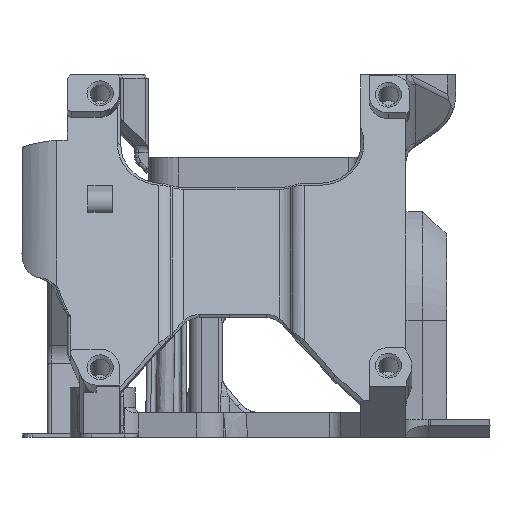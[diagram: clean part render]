
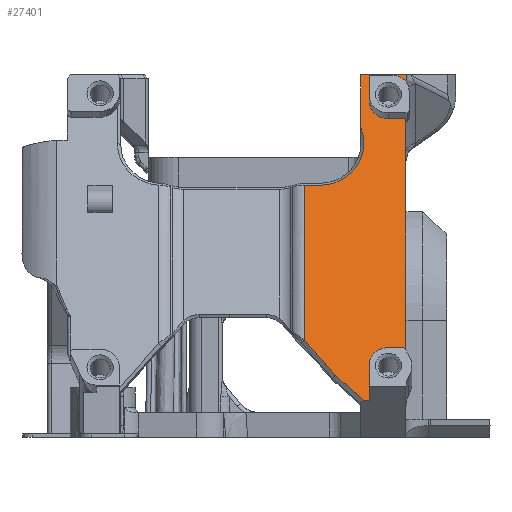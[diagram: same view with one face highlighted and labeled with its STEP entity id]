
A CAD part, left-side view. The second image highlights one B-rep face of the part: STEP entity #27401.
In plain terms, the highlighted planar face has unit normal (-0.94, 0, 0.342).
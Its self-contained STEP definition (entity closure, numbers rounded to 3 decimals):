
#1609=B_SPLINE_CURVE_WITH_KNOTS('',3,(#51104,#51105,#51106,#51107),
 .UNSPECIFIED.,.F.,.F.,(4,4),(0.,0.001),
 .UNSPECIFIED.);
#2315=PLANE('',#29708);
#2866=LINE('',#40270,#4623);
#2870=LINE('',#40285,#4627);
#3347=LINE('',#47897,#5104);
#3353=LINE('',#47915,#5110);
#3354=LINE('',#47917,#5111);
#3357=LINE('',#47925,#5114);
#3358=LINE('',#47927,#5115);
#3554=LINE('',#50548,#5311);
#3620=LINE('',#51054,#5377);
#3634=LINE('',#51099,#5391);
#3635=LINE('',#51101,#5392);
#3636=LINE('',#51103,#5393);
#3637=LINE('',#51108,#5394);
#3638=LINE('',#51109,#5395);
#4623=VECTOR('',#31868,1000.);
#4627=VECTOR('',#31872,1000.);
#5104=VECTOR('',#33843,1000.);
#5110=VECTOR('',#33861,1000.);
#5111=VECTOR('',#33864,1000.);
#5114=VECTOR('',#33873,1000.);
#5115=VECTOR('',#33876,1000.);
#5311=VECTOR('',#34822,1000.);
#5377=VECTOR('',#35032,1000.);
#5391=VECTOR('',#35060,1000.);
#5392=VECTOR('',#35063,1000.);
#5393=VECTOR('',#35064,1000.);
#5394=VECTOR('',#35065,1000.);
#5395=VECTOR('',#35066,1000.);
#11125=ORIENTED_EDGE('',*,*,#17312,.F.);
#11126=ORIENTED_EDGE('',*,*,#17313,.T.);
#11127=ORIENTED_EDGE('',*,*,#17314,.F.);
#11128=ORIENTED_EDGE('',*,*,#16620,.T.);
#11129=ORIENTED_EDGE('',*,*,#16610,.T.);
#11130=ORIENTED_EDGE('',*,*,#16605,.F.);
#11131=ORIENTED_EDGE('',*,*,#16601,.T.);
#11132=ORIENTED_EDGE('',*,*,#16632,.F.);
#11133=ORIENTED_EDGE('',*,*,#15240,.F.);
#11134=ORIENTED_EDGE('',*,*,#16619,.F.);
#11135=ORIENTED_EDGE('',*,*,#16617,.T.);
#11136=ORIENTED_EDGE('',*,*,#16615,.T.);
#11137=ORIENTED_EDGE('',*,*,#16614,.T.);
#11138=ORIENTED_EDGE('',*,*,#16611,.T.);
#11139=ORIENTED_EDGE('',*,*,#15235,.T.);
#11140=ORIENTED_EDGE('',*,*,#17315,.T.);
#11141=ORIENTED_EDGE('',*,*,#17293,.F.);
#11142=ORIENTED_EDGE('',*,*,#17316,.T.);
#11143=ORIENTED_EDGE('',*,*,#17298,.T.);
#11144=ORIENTED_EDGE('',*,*,#17317,.F.);
#11145=ORIENTED_EDGE('',*,*,#17169,.F.);
#15235=EDGE_CURVE('',#19187,#19186,#2866,.T.);
#15240=EDGE_CURVE('',#19191,#19192,#2870,.T.);
#16601=EDGE_CURVE('',#20149,#20150,#21939,.T.);
#16605=EDGE_CURVE('',#20149,#20153,#3347,.T.);
#16610=EDGE_CURVE('',#20155,#20153,#21942,.T.);
#16611=EDGE_CURVE('',#20157,#19187,#21943,.T.);
#16614=EDGE_CURVE('',#20158,#20157,#3353,.T.);
#16615=EDGE_CURVE('',#20159,#20158,#3354,.T.);
#16617=EDGE_CURVE('',#20160,#20159,#21944,.T.);
#16619=EDGE_CURVE('',#20160,#19191,#3357,.T.);
#16620=EDGE_CURVE('',#20161,#20155,#3358,.T.);
#16632=EDGE_CURVE('',#19192,#20150,#21948,.T.);
#17169=EDGE_CURVE('',#20148,#20478,#3554,.T.);
#17293=EDGE_CURVE('',#20556,#20557,#3620,.T.);
#17298=EDGE_CURVE('',#20562,#20561,#22129,.T.);
#17312=EDGE_CURVE('',#20572,#20148,#3634,.T.);
#17313=EDGE_CURVE('',#20572,#20573,#3635,.T.);
#17314=EDGE_CURVE('',#20161,#20573,#3636,.T.);
#17315=EDGE_CURVE('',#19186,#20557,#1609,.T.);
#17316=EDGE_CURVE('',#20556,#20562,#3637,.T.);
#17317=EDGE_CURVE('',#20478,#20561,#3638,.T.);
#19186=VERTEX_POINT('',#40269);
#19187=VERTEX_POINT('',#40271);
#19191=VERTEX_POINT('',#40284);
#19192=VERTEX_POINT('',#40286);
#20148=VERTEX_POINT('',#47871);
#20149=VERTEX_POINT('',#47889);
#20150=VERTEX_POINT('',#47890);
#20153=VERTEX_POINT('',#47898);
#20155=VERTEX_POINT('',#47904);
#20157=VERTEX_POINT('',#47910);
#20158=VERTEX_POINT('',#47914);
#20159=VERTEX_POINT('',#47918);
#20160=VERTEX_POINT('',#47922);
#20161=VERTEX_POINT('',#47928);
#20478=VERTEX_POINT('',#50549);
#20556=VERTEX_POINT('',#51053);
#20557=VERTEX_POINT('',#51055);
#20561=VERTEX_POINT('',#51067);
#20562=VERTEX_POINT('',#51069);
#20572=VERTEX_POINT('',#51098);
#20573=VERTEX_POINT('',#51102);
#21939=CIRCLE('',#29240,0.5);
#21942=CIRCLE('',#29245,2.35);
#21943=CIRCLE('',#29247,2.);
#21944=CIRCLE('',#29251,2.35);
#21948=CIRCLE('',#29264,2.536);
#22129=CIRCLE('',#29703,5.4);
#23507=EDGE_LOOP('',(#11125,#11126,#11127,#11128,#11129,#11130,#11131,#11132,
#11133,#11134,#11135,#11136,#11137,#11138,#11139,#11140,#11141,#11142,#11143,
#11144,#11145));
#25212=FACE_BOUND('',#23507,.T.);
#27401=ADVANCED_FACE('',(#25212),#2315,.T.);
#29240=AXIS2_PLACEMENT_3D('',#47888,#33835,#33836);
#29245=AXIS2_PLACEMENT_3D('',#47907,#33851,#33852);
#29247=AXIS2_PLACEMENT_3D('',#47909,#33855,#33856);
#29251=AXIS2_PLACEMENT_3D('',#47921,#33868,#33869);
#29264=AXIS2_PLACEMENT_3D('',#47949,#33902,#33903);
#29703=AXIS2_PLACEMENT_3D('',#51068,#35039,#35040);
#29708=AXIS2_PLACEMENT_3D('',#51100,#35061,#35062);
#31868=DIRECTION('',(0.342,0.,0.94));
#31872=DIRECTION('',(-0.342,0.,-0.94));
#33835=DIRECTION('',(0.94,0.,-0.342));
#33836=DIRECTION('',(0.342,0.,0.94));
#33843=DIRECTION('',(0.,1.,0.));
#33851=DIRECTION('',(0.94,0.,-0.342));
#33852=DIRECTION('',(0.342,0.,0.94));
#33855=DIRECTION('',(0.94,0.,-0.342));
#33856=DIRECTION('',(0.342,0.,0.94));
#33861=DIRECTION('',(0.,-1.,0.));
#33864=DIRECTION('',(0.342,0.,0.94));
#33868=DIRECTION('',(0.94,0.,-0.342));
#33869=DIRECTION('',(0.342,0.,0.94));
#33873=DIRECTION('',(0.,-1.,0.));
#33876=DIRECTION('',(0.342,0.,0.94));
#33902=DIRECTION('',(0.94,0.,-0.342));
#33903=DIRECTION('',(0.342,0.,0.94));
#34822=DIRECTION('',(0.342,0.,0.94));
#35032=DIRECTION('',(0.,-1.,0.));
#35039=DIRECTION('',(0.94,0.,-0.342));
#35040=DIRECTION('',(0.342,0.,0.94));
#35060=DIRECTION('',(0.262,0.643,0.72));
#35061=DIRECTION('',(-0.94,0.,0.342));
#35062=DIRECTION('',(-0.342,0.,-0.94));
#35063=DIRECTION('',(-0.236,-0.725,-0.648));
#35064=DIRECTION('',(0.,1.,0.));
#35065=DIRECTION('',(-0.342,0.,-0.94));
#35066=DIRECTION('',(0.,-1.,0.));
#40269=CARTESIAN_POINT('',(-130.221,6.5,43.264));
#40270=CARTESIAN_POINT('',(-143.233,6.5,7.513));
#40271=CARTESIAN_POINT('',(-130.522,6.5,42.438));
#40284=CARTESIAN_POINT('',(-131.895,6.5,38.664));
#40285=CARTESIAN_POINT('',(-136.618,6.5,25.688));
#40286=CARTESIAN_POINT('',(-142.392,6.5,9.826));
#47871=CARTESIAN_POINT('',(-141.708,18.828,11.704));
#47888=CARTESIAN_POINT('',(-142.43,7.,9.722));
#47889=CARTESIAN_POINT('',(-142.259,7.,10.192));
#47890=CARTESIAN_POINT('',(-142.361,6.543,9.912));
#47897=CARTESIAN_POINT('',(-142.259,6.125,10.192));
#47898=CARTESIAN_POINT('',(-142.259,8.625,10.192));
#47904=CARTESIAN_POINT('',(-143.062,10.975,7.983));
#47907=CARTESIAN_POINT('',(-143.062,8.625,7.983));
#47909=CARTESIAN_POINT('',(-130.921,8.125,41.342));
#47910=CARTESIAN_POINT('',(-130.237,8.125,43.222));
#47914=CARTESIAN_POINT('',(-130.237,10.975,43.222));
#47915=CARTESIAN_POINT('',(-130.237,6.125,43.222));
#47917=CARTESIAN_POINT('',(-123.64,10.975,61.346));
#47918=CARTESIAN_POINT('',(-131.092,10.975,40.873));
#47921=CARTESIAN_POINT('',(-131.092,8.625,40.873));
#47922=CARTESIAN_POINT('',(-131.895,8.625,38.664));
#47925=CARTESIAN_POINT('',(-131.895,6.125,38.664));
#47927=CARTESIAN_POINT('',(-123.64,10.975,61.346));
#47928=CARTESIAN_POINT('',(-144.33,10.975,4.501));
#47949=CARTESIAN_POINT('',(-142.01,4.223,10.875));
#50548=CARTESIAN_POINT('',(-143.25,18.828,7.468));
#50549=CARTESIAN_POINT('',(-134.836,18.828,30.585));
#51053=CARTESIAN_POINT('',(-129.953,12.,44.));
#51054=CARTESIAN_POINT('',(-129.953,4.696,44.));
#51055=CARTESIAN_POINT('',(-129.953,6.466,44.));
#51067=CARTESIAN_POINT('',(-134.836,17.,30.585));
#51068=CARTESIAN_POINT('',(-132.989,17.,35.659));
#51069=CARTESIAN_POINT('',(-132.292,12.,37.576));
#51098=CARTESIAN_POINT('',(-143.22,15.12,7.552));
#51099=CARTESIAN_POINT('',(-140.731,21.225,14.388));
#51100=CARTESIAN_POINT('',(-143.233,43.625,7.513));
#51101=CARTESIAN_POINT('',(-138.358,30.068,20.909));
#51102=CARTESIAN_POINT('',(-144.33,11.706,4.501));
#51103=CARTESIAN_POINT('',(-144.33,43.625,4.501));
#51104=CARTESIAN_POINT('',(-130.221,6.5,43.264));
#51105=CARTESIAN_POINT('',(-130.132,6.5,43.51));
#51106=CARTESIAN_POINT('',(-130.043,6.482,43.755));
#51107=CARTESIAN_POINT('',(-129.953,6.466,44.));
#51108=CARTESIAN_POINT('',(-143.233,12.,7.513));
#51109=CARTESIAN_POINT('',(-134.836,27.711,30.585));
